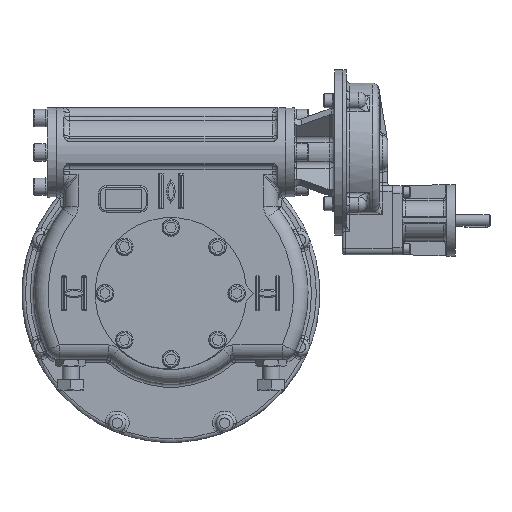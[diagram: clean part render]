
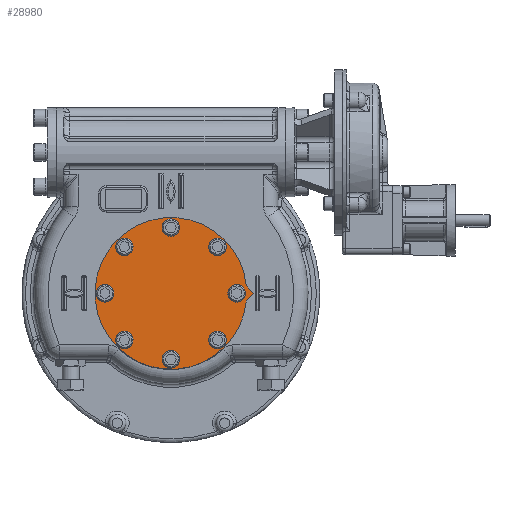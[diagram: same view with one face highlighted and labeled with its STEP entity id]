
A CAD part, top view. The second image highlights one B-rep face of the part: STEP entity #28980.
In plain terms, the highlighted planar face has unit normal (0, 0, 1).
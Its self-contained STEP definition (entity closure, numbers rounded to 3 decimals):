
#2214=CIRCLE('',#32134,132.5);
#2223=CIRCLE('',#32147,10.5);
#2224=CIRCLE('',#32148,10.5);
#2225=CIRCLE('',#32149,10.5);
#2226=CIRCLE('',#32150,10.5);
#2227=CIRCLE('',#32151,10.5);
#2228=CIRCLE('',#32152,10.5);
#2229=CIRCLE('',#32153,10.5);
#2230=CIRCLE('',#32154,10.5);
#4739=LINE('',#65832,#7019);
#4742=LINE('',#65837,#7022);
#7019=VECTOR('',#38603,1000.);
#7022=VECTOR('',#38608,1000.);
#13146=ORIENTED_EDGE('',*,*,#18611,.F.);
#13147=ORIENTED_EDGE('',*,*,#18612,.F.);
#13148=ORIENTED_EDGE('',*,*,#18613,.F.);
#13149=ORIENTED_EDGE('',*,*,#18614,.F.);
#13150=ORIENTED_EDGE('',*,*,#18615,.F.);
#13151=ORIENTED_EDGE('',*,*,#18616,.F.);
#13152=ORIENTED_EDGE('',*,*,#18617,.F.);
#13153=ORIENTED_EDGE('',*,*,#18618,.F.);
#13154=ORIENTED_EDGE('',*,*,#18596,.F.);
#13155=ORIENTED_EDGE('',*,*,#18602,.F.);
#13156=ORIENTED_EDGE('',*,*,#18599,.F.);
#18596=EDGE_CURVE('',#22512,#22513,#2214,.T.);
#18599=EDGE_CURVE('',#22513,#22515,#4739,.T.);
#18602=EDGE_CURVE('',#22515,#22512,#4742,.T.);
#18611=EDGE_CURVE('',#22524,#22524,#2223,.T.);
#18612=EDGE_CURVE('',#22525,#22525,#2224,.T.);
#18613=EDGE_CURVE('',#22526,#22526,#2225,.T.);
#18614=EDGE_CURVE('',#22527,#22527,#2226,.T.);
#18615=EDGE_CURVE('',#22528,#22528,#2227,.T.);
#18616=EDGE_CURVE('',#22529,#22529,#2228,.T.);
#18617=EDGE_CURVE('',#22530,#22530,#2229,.T.);
#18618=EDGE_CURVE('',#22531,#22531,#2230,.T.);
#22512=VERTEX_POINT('',#65825);
#22513=VERTEX_POINT('',#65827);
#22515=VERTEX_POINT('',#65833);
#22524=VERTEX_POINT('',#65857);
#22525=VERTEX_POINT('',#65859);
#22526=VERTEX_POINT('',#65861);
#22527=VERTEX_POINT('',#65863);
#22528=VERTEX_POINT('',#65865);
#22529=VERTEX_POINT('',#65867);
#22530=VERTEX_POINT('',#65869);
#22531=VERTEX_POINT('',#65871);
#25050=EDGE_LOOP('',(#13146));
#25051=EDGE_LOOP('',(#13147));
#25052=EDGE_LOOP('',(#13148));
#25053=EDGE_LOOP('',(#13149));
#25054=EDGE_LOOP('',(#13150));
#25055=EDGE_LOOP('',(#13151));
#25056=EDGE_LOOP('',(#13152));
#25057=EDGE_LOOP('',(#13153));
#25058=EDGE_LOOP('',(#13154,#13155,#13156));
#26834=FACE_BOUND('',#25050,.T.);
#26835=FACE_BOUND('',#25051,.T.);
#26836=FACE_BOUND('',#25052,.T.);
#26837=FACE_BOUND('',#25053,.T.);
#26838=FACE_BOUND('',#25054,.T.);
#26839=FACE_BOUND('',#25055,.T.);
#26840=FACE_BOUND('',#25056,.T.);
#26841=FACE_BOUND('',#25057,.T.);
#26842=FACE_BOUND('',#25058,.T.);
#27817=PLANE('',#32146);
#28980=ADVANCED_FACE('',(#26834,#26835,#26836,#26837,#26838,#26839,#26840,
#26841,#26842),#27817,.F.);
#32134=AXIS2_PLACEMENT_3D('',#65826,#38597,#38598);
#32146=AXIS2_PLACEMENT_3D('',#65855,#38627,#38628);
#32147=AXIS2_PLACEMENT_3D('',#65856,#38629,#38630);
#32148=AXIS2_PLACEMENT_3D('',#65858,#38631,#38632);
#32149=AXIS2_PLACEMENT_3D('',#65860,#38633,#38634);
#32150=AXIS2_PLACEMENT_3D('',#65862,#38635,#38636);
#32151=AXIS2_PLACEMENT_3D('',#65864,#38637,#38638);
#32152=AXIS2_PLACEMENT_3D('',#65866,#38639,#38640);
#32153=AXIS2_PLACEMENT_3D('',#65868,#38641,#38642);
#32154=AXIS2_PLACEMENT_3D('',#65870,#38643,#38644);
#38597=DIRECTION('',(0.,0.,-1.));
#38598=DIRECTION('',(1.,0.,0.));
#38603=DIRECTION('',(0.707,-0.707,0.));
#38608=DIRECTION('',(-0.707,-0.707,0.));
#38627=DIRECTION('',(0.,0.,-1.));
#38628=DIRECTION('',(-1.,0.,0.));
#38629=DIRECTION('',(0.,0.,1.));
#38630=DIRECTION('',(1.,0.,0.));
#38631=DIRECTION('',(0.,0.,1.));
#38632=DIRECTION('',(0.707,-0.707,0.));
#38633=DIRECTION('',(0.,0.,1.));
#38634=DIRECTION('',(0.,-1.,0.));
#38635=DIRECTION('',(0.,0.,1.));
#38636=DIRECTION('',(-0.707,-0.707,0.));
#38637=DIRECTION('',(0.,0.,1.));
#38638=DIRECTION('',(-1.,0.,0.));
#38639=DIRECTION('',(0.,0.,1.));
#38640=DIRECTION('',(-0.707,0.707,0.));
#38641=DIRECTION('',(0.,0.,1.));
#38642=DIRECTION('',(0.,1.,0.));
#38643=DIRECTION('',(0.,0.,1.));
#38644=DIRECTION('',(0.707,0.707,0.));
#65825=CARTESIAN_POINT('',(131.845,-13.155,70.25));
#65826=CARTESIAN_POINT('',(0.,0.,70.25));
#65827=CARTESIAN_POINT('',(131.845,13.155,70.25));
#65832=CARTESIAN_POINT('',(131.845,13.155,70.25));
#65833=CARTESIAN_POINT('',(145.,0.,70.25));
#65837=CARTESIAN_POINT('',(145.,0.,70.25));
#65855=CARTESIAN_POINT('',(0.,0.,70.25));
#65856=CARTESIAN_POINT('',(0.,115.,70.25));
#65857=CARTESIAN_POINT('',(10.5,115.,70.25));
#65858=CARTESIAN_POINT('',(81.317,81.317,70.25));
#65859=CARTESIAN_POINT('',(88.742,73.893,70.25));
#65860=CARTESIAN_POINT('',(115.,0.,70.25));
#65861=CARTESIAN_POINT('',(115.,-10.5,70.25));
#65862=CARTESIAN_POINT('',(81.317,-81.317,70.25));
#65863=CARTESIAN_POINT('',(73.893,-88.742,70.25));
#65864=CARTESIAN_POINT('',(0.,-115.,70.25));
#65865=CARTESIAN_POINT('',(-10.5,-115.,70.25));
#65866=CARTESIAN_POINT('',(-81.317,-81.317,70.25));
#65867=CARTESIAN_POINT('',(-88.742,-73.893,70.25));
#65868=CARTESIAN_POINT('',(-115.,0.,70.25));
#65869=CARTESIAN_POINT('',(-115.,10.5,70.25));
#65870=CARTESIAN_POINT('',(-81.317,81.317,70.25));
#65871=CARTESIAN_POINT('',(-73.893,88.742,70.25));
